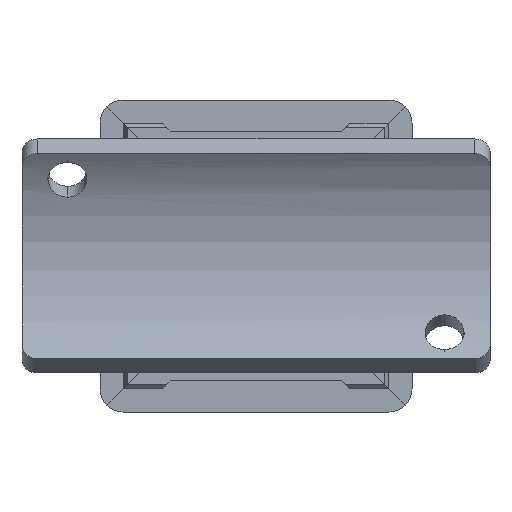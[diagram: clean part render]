
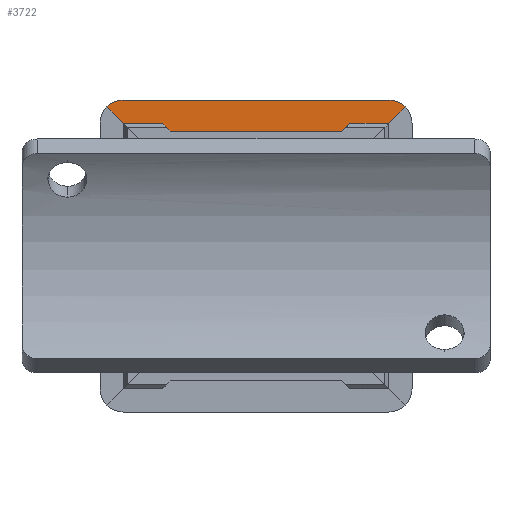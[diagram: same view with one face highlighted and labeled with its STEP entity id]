
A CAD part, left-side view. The second image highlights one B-rep face of the part: STEP entity #3722.
In plain terms, the highlighted face is planar.
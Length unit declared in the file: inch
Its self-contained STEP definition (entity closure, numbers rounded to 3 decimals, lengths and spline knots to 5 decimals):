
#141 = EDGE_CURVE ( 'NONE', #913, #4596, #1829, .T. ) ;
#142 = ORIENTED_EDGE ( 'NONE', *, *, #4009, .T. ) ;
#275 = DIRECTION ( 'NONE',  ( 0., 0., 1. ) ) ;
#377 = LINE ( 'NONE', #3170, #446 ) ;
#396 = EDGE_LOOP ( 'NONE', ( #4802, #3502, #3075, #4643, #5592, #3365, #3919, #2148, #142, #3044 ) ) ;
#434 = CARTESIAN_POINT ( 'NONE',  ( -0.66929, 0.33465, 0.66929 ) ) ;
#446 = VECTOR ( 'NONE', #4178, 39.37008 ) ;
#495 = CARTESIAN_POINT ( 'NONE',  ( -0.43307, 0.33465, 0.62992 ) ) ;
#710 = CARTESIAN_POINT ( 'NONE',  ( 0.75281, 0.33465, 0.75281 ) ) ;
#808 = CARTESIAN_POINT ( 'NONE',  ( -0.43307, 0.33465, 0.62992 ) ) ;
#858 = VERTEX_POINT ( 'NONE', #495 ) ;
#913 = VERTEX_POINT ( 'NONE', #997 ) ;
#997 = CARTESIAN_POINT ( 'NONE',  ( -0.66929, 0.33465, 0.7874 ) ) ;
#1103 = DIRECTION ( 'NONE',  ( 0., 0., -1. ) ) ;
#1131 = LINE ( 'NONE', #2555, #4501 ) ;
#1177 = LINE ( 'NONE', #4844, #3342 ) ;
#1325 = VERTEX_POINT ( 'NONE', #5767 ) ;
#1326 = LINE ( 'NONE', #808, #4490 ) ;
#1358 = LINE ( 'NONE', #3220, #1431 ) ;
#1431 = VECTOR ( 'NONE', #6041, 39.37008 ) ;
#1464 = DIRECTION ( 'NONE',  ( 0., 1., 0. ) ) ;
#1783 = EDGE_CURVE ( 'NONE', #5637, #5660, #5192, .T. ) ;
#1829 = CIRCLE ( 'NONE', #3097, 0.11811 ) ;
#1876 = CIRCLE ( 'NONE', #2648, 0.11811 ) ;
#1945 = DIRECTION ( 'NONE',  ( 0.707, 0., 0.707 ) ) ;
#2008 = DIRECTION ( 'NONE',  ( -1., 0., 0. ) ) ;
#2148 = ORIENTED_EDGE ( 'NONE', *, *, #2942, .F. ) ;
#2193 = LINE ( 'NONE', #4058, #2572 ) ;
#2497 = VERTEX_POINT ( 'NONE', #5942 ) ;
#2555 = CARTESIAN_POINT ( 'NONE',  ( 0.80118, 0.33465, 0.66929 ) ) ;
#2572 = VECTOR ( 'NONE', #5466, 39.37008 ) ;
#2648 = AXIS2_PLACEMENT_3D ( 'NONE', #3529, #3001, #275 ) ;
#2942 = EDGE_CURVE ( 'NONE', #4796, #2497, #1131, .T. ) ;
#2984 = DIRECTION ( 'NONE',  ( -1., 0., 0. ) ) ;
#3001 = DIRECTION ( 'NONE',  ( 0., -1., 0. ) ) ;
#3015 = DIRECTION ( 'NONE',  ( 0., -1., 0. ) ) ;
#3044 = ORIENTED_EDGE ( 'NONE', *, *, #5934, .T. ) ;
#3075 = ORIENTED_EDGE ( 'NONE', *, *, #5568, .F. ) ;
#3097 = AXIS2_PLACEMENT_3D ( 'NONE', #4464, #3015, #4890 ) ;
#3165 = CARTESIAN_POINT ( 'NONE',  ( -0.47244, 0.33465, 0.66929 ) ) ;
#3170 = CARTESIAN_POINT ( 'NONE',  ( -0.06594, 0.33465, -0.06594 ) ) ;
#3220 = CARTESIAN_POINT ( 'NONE',  ( 0.80118, 0.33465, 0.7874 ) ) ;
#3342 = VECTOR ( 'NONE', #3471, 39.37008 ) ;
#3365 = ORIENTED_EDGE ( 'NONE', *, *, #3373, .T. ) ;
#3373 = EDGE_CURVE ( 'NONE', #858, #1325, #1326, .T. ) ;
#3386 = CARTESIAN_POINT ( 'NONE',  ( 0.43307, 0.33465, 0.62992 ) ) ;
#3388 = CARTESIAN_POINT ( 'NONE',  ( 0.80118, 0.33465, 0.66929 ) ) ;
#3471 = DIRECTION ( 'NONE',  ( 0.707, 0., -0.707 ) ) ;
#3491 = VECTOR ( 'NONE', #1945, 39.37008 ) ;
#3502 = ORIENTED_EDGE ( 'NONE', *, *, #141, .T. ) ;
#3529 = CARTESIAN_POINT ( 'NONE',  ( 0.66929, 0.33465, 0.66929 ) ) ;
#3610 = VECTOR ( 'NONE', #2008, 39.37008 ) ;
#3722 = ADVANCED_FACE ( 'NONE', ( #3787 ), #5754, .F. ) ;
#3787 = FACE_OUTER_BOUND ( 'NONE', #396, .T. ) ;
#3842 = LINE ( 'NONE', #3386, #3491 ) ;
#3919 = ORIENTED_EDGE ( 'NONE', *, *, #4116, .T. ) ;
#4009 = EDGE_CURVE ( 'NONE', #4796, #4563, #377, .T. ) ;
#4014 = CARTESIAN_POINT ( 'NONE',  ( 0.66929, 0.33465, 0.7874 ) ) ;
#4058 = CARTESIAN_POINT ( 'NONE',  ( -0.73524, 0.33465, 0.73524 ) ) ;
#4116 = EDGE_CURVE ( 'NONE', #1325, #2497, #3842, .T. ) ;
#4178 = DIRECTION ( 'NONE',  ( 0.707, 0., 0.707 ) ) ;
#4309 = EDGE_CURVE ( 'NONE', #5110, #913, #1358, .T. ) ;
#4312 = CARTESIAN_POINT ( 'NONE',  ( 0.66929, 0.33465, 0.66929 ) ) ;
#4464 = CARTESIAN_POINT ( 'NONE',  ( -0.66929, 0.33465, 0.66929 ) ) ;
#4490 = VECTOR ( 'NONE', #5425, 39.37008 ) ;
#4501 = VECTOR ( 'NONE', #2984, 39.37008 ) ;
#4563 = VERTEX_POINT ( 'NONE', #710 ) ;
#4596 = VERTEX_POINT ( 'NONE', #6032 ) ;
#4643 = ORIENTED_EDGE ( 'NONE', *, *, #1783, .F. ) ;
#4709 = CARTESIAN_POINT ( 'NONE',  ( 0.80118, 0.33465, 0.66929 ) ) ;
#4779 = AXIS2_PLACEMENT_3D ( 'NONE', #4709, #1464, #1103 ) ;
#4796 = VERTEX_POINT ( 'NONE', #4312 ) ;
#4802 = ORIENTED_EDGE ( 'NONE', *, *, #4309, .T. ) ;
#4844 = CARTESIAN_POINT ( 'NONE',  ( -0.59055, 0.33465, 0.7874 ) ) ;
#4890 = DIRECTION ( 'NONE',  ( 0., 0., 1. ) ) ;
#5110 = VERTEX_POINT ( 'NONE', #4014 ) ;
#5192 = LINE ( 'NONE', #3388, #3610 ) ;
#5425 = DIRECTION ( 'NONE',  ( 1., 0., 0. ) ) ;
#5466 = DIRECTION ( 'NONE',  ( -0.707, 0., 0.707 ) ) ;
#5568 = EDGE_CURVE ( 'NONE', #5660, #4596, #2193, .T. ) ;
#5592 = ORIENTED_EDGE ( 'NONE', *, *, #5982, .T. ) ;
#5637 = VERTEX_POINT ( 'NONE', #3165 ) ;
#5660 = VERTEX_POINT ( 'NONE', #434 ) ;
#5754 = PLANE ( 'NONE',  #4779 ) ;
#5767 = CARTESIAN_POINT ( 'NONE',  ( 0.43307, 0.33465, 0.62992 ) ) ;
#5934 = EDGE_CURVE ( 'NONE', #4563, #5110, #1876, .T. ) ;
#5942 = CARTESIAN_POINT ( 'NONE',  ( 0.47244, 0.33465, 0.66929 ) ) ;
#5982 = EDGE_CURVE ( 'NONE', #5637, #858, #1177, .T. ) ;
#6032 = CARTESIAN_POINT ( 'NONE',  ( -0.75281, 0.33465, 0.75281 ) ) ;
#6041 = DIRECTION ( 'NONE',  ( -1., 0., 0. ) ) ;
